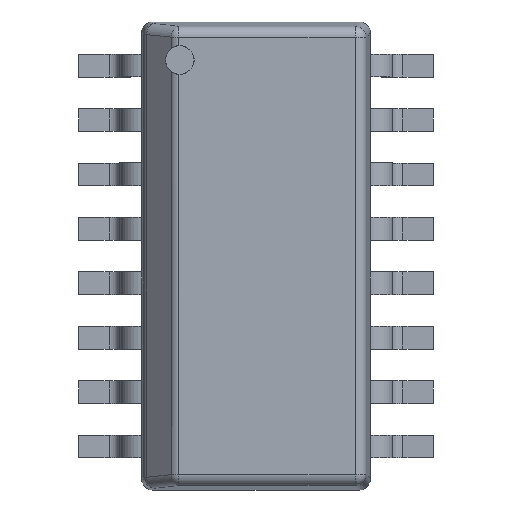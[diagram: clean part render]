
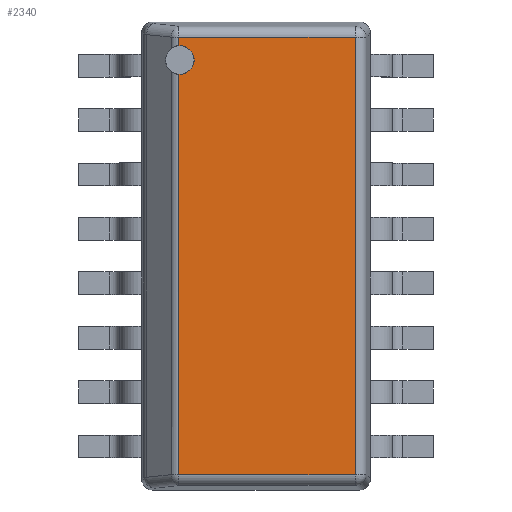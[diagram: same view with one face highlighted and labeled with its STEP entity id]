
A CAD part, top view. The second image highlights one B-rep face of the part: STEP entity #2340.
In plain terms, the highlighted planar face has unit normal (0, 0, 1).
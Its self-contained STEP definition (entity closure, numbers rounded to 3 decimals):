
#2117 = VERTEX_POINT('',#2118);
#2118 = CARTESIAN_POINT('',(1.96,0.14,1.1));
#2125 = EDGE_CURVE('',#2126,#2117,#2128,.T.);
#2126 = VERTEX_POINT('',#2127);
#2127 = CARTESIAN_POINT('',(0.341,0.14,1.1));
#2128 = LINE('',#2129,#2130);
#2129 = CARTESIAN_POINT('',(0.3,0.14,1.1));
#2130 = VECTOR('',#2131,1.);
#2131 = DIRECTION('',(1.,0.,0.));
#2200 = VERTEX_POINT('',#2201);
#2201 = CARTESIAN_POINT('',(0.341,4.16,1.1));
#2208 = EDGE_CURVE('',#2200,#2209,#2211,.T.);
#2209 = VERTEX_POINT('',#2210);
#2210 = CARTESIAN_POINT('',(1.96,4.16,1.1));
#2211 = LINE('',#2212,#2213);
#2212 = CARTESIAN_POINT('',(0.3,4.16,1.1));
#2213 = VECTOR('',#2214,1.);
#2214 = DIRECTION('',(1.,0.,0.));
#2238 = EDGE_CURVE('',#2117,#2209,#2239,.T.);
#2239 = LINE('',#2240,#2241);
#2240 = CARTESIAN_POINT('',(1.96,0.05,1.1));
#2241 = VECTOR('',#2242,1.);
#2242 = DIRECTION('',(0.,1.,0.));
#2340 = ADVANCED_FACE('',(#2341),#2378,.T.);
#2341 = FACE_BOUND('',#2342,.T.);
#2342 = EDGE_LOOP('',(#2343,#2344,#2352,#2361,#2370,#2376,#2377));
#2343 = ORIENTED_EDGE('',*,*,#2208,.F.);
#2344 = ORIENTED_EDGE('',*,*,#2345,.F.);
#2345 = EDGE_CURVE('',#2346,#2200,#2348,.T.);
#2346 = VERTEX_POINT('',#2347);
#2347 = CARTESIAN_POINT('',(0.341,4.081,1.1));
#2348 = LINE('',#2349,#2350);
#2349 = CARTESIAN_POINT('',(0.341,0.05,1.1));
#2350 = VECTOR('',#2351,1.);
#2351 = DIRECTION('',(0.,1.,0.));
#2352 = ORIENTED_EDGE('',*,*,#2353,.F.);
#2353 = EDGE_CURVE('',#2354,#2346,#2356,.T.);
#2354 = VERTEX_POINT('',#2355);
#2355 = CARTESIAN_POINT('',(0.481,3.95,1.1));
#2356 = CIRCLE('',#2357,0.131);
#2357 = AXIS2_PLACEMENT_3D('',#2358,#2359,#2360);
#2358 = CARTESIAN_POINT('',(0.35,3.95,1.1));
#2359 = DIRECTION('',(0.,0.,1.));
#2360 = DIRECTION('',(1.,0.,0.));
#2361 = ORIENTED_EDGE('',*,*,#2362,.F.);
#2362 = EDGE_CURVE('',#2363,#2354,#2365,.T.);
#2363 = VERTEX_POINT('',#2364);
#2364 = CARTESIAN_POINT('',(0.341,3.819,1.1));
#2365 = CIRCLE('',#2366,0.131);
#2366 = AXIS2_PLACEMENT_3D('',#2367,#2368,#2369);
#2367 = CARTESIAN_POINT('',(0.35,3.95,1.1));
#2368 = DIRECTION('',(0.,0.,1.));
#2369 = DIRECTION('',(1.,0.,0.));
#2370 = ORIENTED_EDGE('',*,*,#2371,.F.);
#2371 = EDGE_CURVE('',#2126,#2363,#2372,.T.);
#2372 = LINE('',#2373,#2374);
#2373 = CARTESIAN_POINT('',(0.341,0.05,1.1));
#2374 = VECTOR('',#2375,1.);
#2375 = DIRECTION('',(0.,1.,0.));
#2376 = ORIENTED_EDGE('',*,*,#2125,.T.);
#2377 = ORIENTED_EDGE('',*,*,#2238,.T.);
#2378 = PLANE('',#2379);
#2379 = AXIS2_PLACEMENT_3D('',#2380,#2381,#2382);
#2380 = CARTESIAN_POINT('',(0.,0.,1.1));
#2381 = DIRECTION('',(0.,0.,1.));
#2382 = DIRECTION('',(1.,0.,0.));
